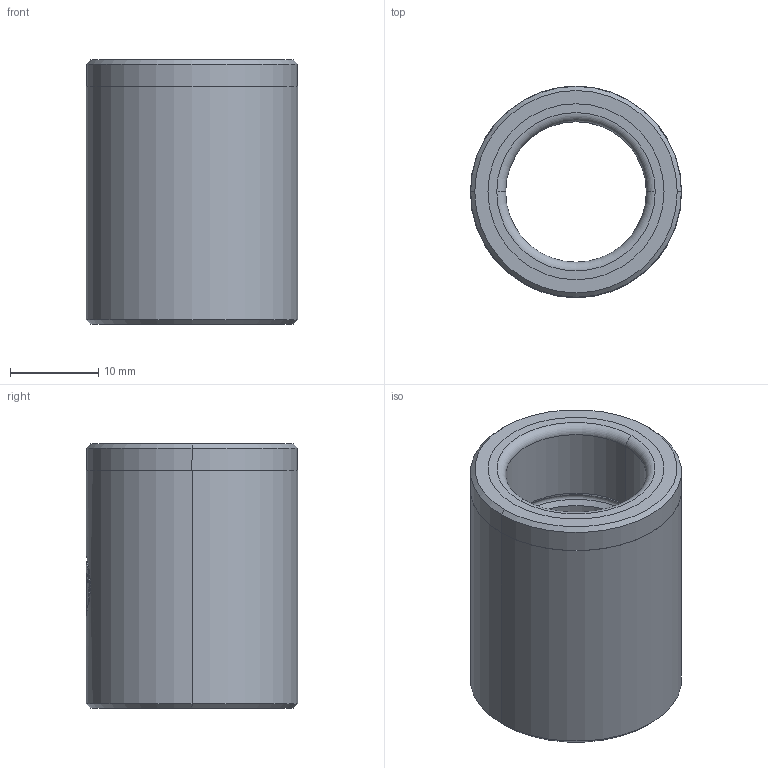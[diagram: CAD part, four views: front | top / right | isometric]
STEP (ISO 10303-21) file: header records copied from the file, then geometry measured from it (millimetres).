
FILE_DESCRIPTION (( 'STEP AP214' ), '1' );
FILE_NAME ('SGSF-D24-d16-30.STEP', '2021-07-29T10:31:02', ( 'User' ), ( 'china' ), 'SwSTEP 2.0', 'SolidWorks 2016', '' );
FILE_SCHEMA (( 'AUTOMOTIVE_DESIGN' ));
Length unit declared in the file: millimetre
Products named in the file (3): SGSF-D24-D16-30肣杶; SGSF-D24-D16-30詩杶; SGSF-D24-d16-30
Assembly tree (2 placements, depth 2):
  SGSF-D24-d16-30
    SGSF-D24-D16-30詩杶
    SGSF-D24-D16-30肣杶
Bounding box: 24 x 24 x 30 mm (x, y, z)
Volume: 7428.3 mm3; surface area: 8013 mm2
Topology: 2 solids, 2 shells, 59 faces, 132 edges, 80 vertices
Faces by surface type: cylinder 26, plane 13, cone 12, torus 8
Entity records: 2000 total; most frequent: CARTESIAN_POINT 580, DIRECTION 292, ORIENTED_EDGE 264, EDGE_CURVE 132, AXIS2_PLACEMENT_3D 120, VERTEX_POINT 80, EDGE_LOOP 66, FACE_OUTER_BOUND 59
